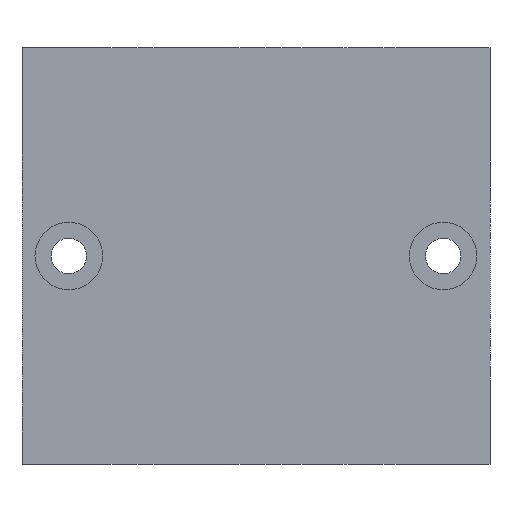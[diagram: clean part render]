
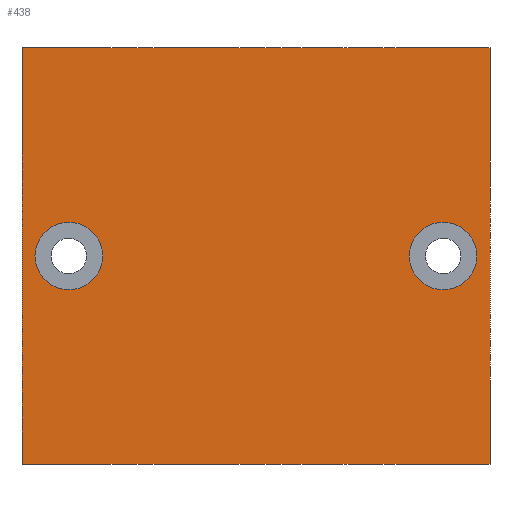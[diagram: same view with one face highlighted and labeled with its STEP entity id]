
A CAD part, front view. The second image highlights one B-rep face of the part: STEP entity #438.
In plain terms, the highlighted planar face has unit normal (0, -1, 0).
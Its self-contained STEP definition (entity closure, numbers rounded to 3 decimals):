
#5 = DIRECTION ( 'NONE',  ( 0., -1., 0. ) ) ;
#12 = CIRCLE ( 'NONE', #714, 3.25 ) ;
#15 = CARTESIAN_POINT ( 'NONE',  ( 122.6, 15.53, 20. ) ) ;
#42 = ORIENTED_EDGE ( 'NONE', *, *, #606, .F. ) ;
#51 = ORIENTED_EDGE ( 'NONE', *, *, #449, .F. ) ;
#58 = CARTESIAN_POINT ( 'NONE',  ( 0., 15.53, 0. ) ) ;
#69 = CIRCLE ( 'NONE', #495, 3.25 ) ;
#90 = VECTOR ( 'NONE', #147, 1000. ) ;
#104 = EDGE_CURVE ( 'NONE', #426, #137, #200, .T. ) ;
#106 = CARTESIAN_POINT ( 'NONE',  ( 82.1, 15.53, 3.25 ) ) ;
#125 = AXIS2_PLACEMENT_3D ( 'NONE', #58, #644, #289 ) ;
#137 = VERTEX_POINT ( 'NONE', #15 ) ;
#143 = DIRECTION ( 'NONE',  ( 0., -1., 0. ) ) ;
#147 = DIRECTION ( 'NONE',  ( 1., 0., 0. ) ) ;
#164 = FACE_BOUND ( 'NONE', #731, .T. ) ;
#166 = EDGE_LOOP ( 'NONE', ( #445, #492, #316, #413 ) ) ;
#167 = DIRECTION ( 'NONE',  ( -1., 0., 0. ) ) ;
#175 = CARTESIAN_POINT ( 'NONE',  ( 122.6, 15.53, 20. ) ) ;
#176 = VECTOR ( 'NONE', #167, 1000. ) ;
#196 = VERTEX_POINT ( 'NONE', #609 ) ;
#200 = LINE ( 'NONE', #547, #702 ) ;
#206 = LINE ( 'NONE', #334, #362 ) ;
#221 = DIRECTION ( 'NONE',  ( 0., 0., -1. ) ) ;
#226 = CARTESIAN_POINT ( 'NONE',  ( 118.1, 15.53, -3.25 ) ) ;
#230 = DIRECTION ( 'NONE',  ( 0., 0., -1. ) ) ;
#270 = VERTEX_POINT ( 'NONE', #550 ) ;
#289 = DIRECTION ( 'NONE',  ( 0., 0., -1. ) ) ;
#316 = ORIENTED_EDGE ( 'NONE', *, *, #104, .T. ) ;
#328 = LINE ( 'NONE', #673, #90 ) ;
#334 = CARTESIAN_POINT ( 'NONE',  ( 77.6, 15.53, 20. ) ) ;
#339 = CIRCLE ( 'NONE', #656, 3.25 ) ;
#342 = ORIENTED_EDGE ( 'NONE', *, *, #494, .F. ) ;
#347 = LINE ( 'NONE', #175, #176 ) ;
#362 = VECTOR ( 'NONE', #391, 1000. ) ;
#365 = ORIENTED_EDGE ( 'NONE', *, *, #480, .F. ) ;
#380 = CARTESIAN_POINT ( 'NONE',  ( 118.1, 15.53, 0. ) ) ;
#388 = DIRECTION ( 'NONE',  ( 0., 0., -1. ) ) ;
#391 = DIRECTION ( 'NONE',  ( 0., 0., -1. ) ) ;
#401 = PLANE ( 'NONE',  #125 ) ;
#413 = ORIENTED_EDGE ( 'NONE', *, *, #696, .T. ) ;
#426 = VERTEX_POINT ( 'NONE', #460 ) ;
#438 = ADVANCED_FACE ( 'NONE', ( #691, #164, #580 ), #401, .T. ) ;
#445 = ORIENTED_EDGE ( 'NONE', *, *, #548, .T. ) ;
#449 = EDGE_CURVE ( 'NONE', #672, #196, #69, .T. ) ;
#454 = CARTESIAN_POINT ( 'NONE',  ( 118.1, 15.53, 3.25 ) ) ;
#460 = CARTESIAN_POINT ( 'NONE',  ( 122.6, 15.53, -20. ) ) ;
#466 = VERTEX_POINT ( 'NONE', #454 ) ;
#480 = EDGE_CURVE ( 'NONE', #196, #672, #678, .T. ) ;
#489 = EDGE_LOOP ( 'NONE', ( #42, #342 ) ) ;
#492 = ORIENTED_EDGE ( 'NONE', *, *, #572, .T. ) ;
#494 = EDGE_CURVE ( 'NONE', #466, #693, #12, .T. ) ;
#495 = AXIS2_PLACEMENT_3D ( 'NONE', #522, #5, #230 ) ;
#502 = CARTESIAN_POINT ( 'NONE',  ( 82.1, 15.53, 0. ) ) ;
#522 = CARTESIAN_POINT ( 'NONE',  ( 82.1, 15.53, 0. ) ) ;
#547 = CARTESIAN_POINT ( 'NONE',  ( 122.6, 15.53, -20. ) ) ;
#548 = EDGE_CURVE ( 'NONE', #270, #549, #206, .T. ) ;
#549 = VERTEX_POINT ( 'NONE', #562 ) ;
#550 = CARTESIAN_POINT ( 'NONE',  ( 77.6, 15.53, 20. ) ) ;
#562 = CARTESIAN_POINT ( 'NONE',  ( 77.6, 15.53, -20. ) ) ;
#572 = EDGE_CURVE ( 'NONE', #549, #426, #328, .T. ) ;
#580 = FACE_OUTER_BOUND ( 'NONE', #166, .T. ) ;
#606 = EDGE_CURVE ( 'NONE', #693, #466, #339, .T. ) ;
#609 = CARTESIAN_POINT ( 'NONE',  ( 82.1, 15.53, -3.25 ) ) ;
#644 = DIRECTION ( 'NONE',  ( 0., -1., 0. ) ) ;
#646 = AXIS2_PLACEMENT_3D ( 'NONE', #502, #677, #388 ) ;
#656 = AXIS2_PLACEMENT_3D ( 'NONE', #380, #744, #221 ) ;
#672 = VERTEX_POINT ( 'NONE', #106 ) ;
#673 = CARTESIAN_POINT ( 'NONE',  ( 77.6, 15.53, -20. ) ) ;
#677 = DIRECTION ( 'NONE',  ( 0., -1., 0. ) ) ;
#678 = CIRCLE ( 'NONE', #646, 3.25 ) ;
#691 = FACE_BOUND ( 'NONE', #489, .T. ) ;
#693 = VERTEX_POINT ( 'NONE', #226 ) ;
#696 = EDGE_CURVE ( 'NONE', #137, #270, #347, .T. ) ;
#702 = VECTOR ( 'NONE', #719, 1000. ) ;
#714 = AXIS2_PLACEMENT_3D ( 'NONE', #728, #143, #737 ) ;
#719 = DIRECTION ( 'NONE',  ( 0., 0., 1. ) ) ;
#728 = CARTESIAN_POINT ( 'NONE',  ( 118.1, 15.53, 0. ) ) ;
#731 = EDGE_LOOP ( 'NONE', ( #365, #51 ) ) ;
#737 = DIRECTION ( 'NONE',  ( 0., 0., -1. ) ) ;
#744 = DIRECTION ( 'NONE',  ( 0., -1., 0. ) ) ;
